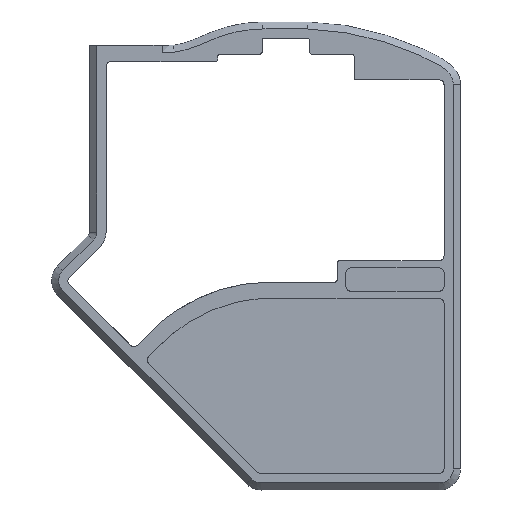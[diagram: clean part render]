
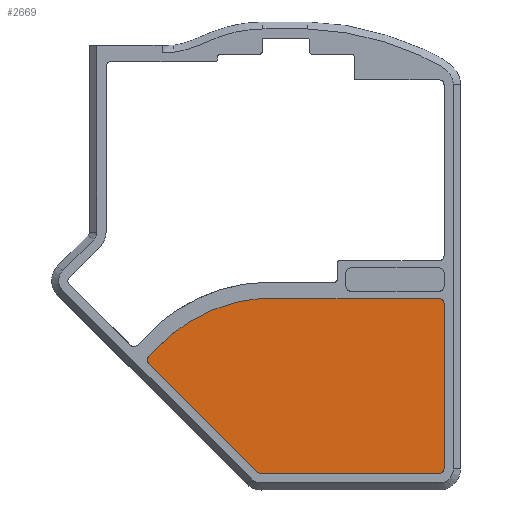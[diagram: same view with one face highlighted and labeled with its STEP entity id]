
A CAD part, top view. The second image highlights one B-rep face of the part: STEP entity #2669.
In plain terms, the highlighted planar face has unit normal (0, 0, 1).
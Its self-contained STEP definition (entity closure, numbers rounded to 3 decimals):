
#66=CIRCLE('',#2834,2.);
#67=CIRCLE('',#2835,2.);
#68=CIRCLE('',#2836,2.);
#69=CIRCLE('',#2837,2.);
#145=LINE('',#3770,#413);
#146=LINE('',#3774,#414);
#147=LINE('',#3778,#415);
#148=LINE('',#3782,#416);
#149=LINE('',#3786,#417);
#413=VECTOR('',#3046,10.);
#414=VECTOR('',#3049,10.);
#415=VECTOR('',#3052,10.);
#416=VECTOR('',#3055,10.);
#417=VECTOR('',#3058,10.);
#681=PLANE('',#2833);
#772=FACE_OUTER_BOUND('',#923,.T.);
#923=EDGE_LOOP('',(#1831,#1832,#1833,#1834,#1835,#1836,#1837,#1838,#1839,
#1840));
#1088=B_SPLINE_CURVE_WITH_KNOTS('',3,(#3787,#3788,#3789,#3790,#3791,#3792,
#3793,#3794,#3795,#3796,#3797,#3798,#3799,#3800,#3801,#3802,#3803,#3804,
#3805),.UNSPECIFIED.,.F.,.F.,(4,3,3,3,3,3,4),(-7.302,-7.147,
-6.735,-5.741,-3.797,-1.28,
0.),.UNSPECIFIED.);
#1151=VERTEX_POINT('',#3768);
#1152=VERTEX_POINT('',#3769);
#1153=VERTEX_POINT('',#3771);
#1154=VERTEX_POINT('',#3773);
#1155=VERTEX_POINT('',#3775);
#1156=VERTEX_POINT('',#3777);
#1157=VERTEX_POINT('',#3779);
#1158=VERTEX_POINT('',#3781);
#1159=VERTEX_POINT('',#3783);
#1160=VERTEX_POINT('',#3785);
#1421=EDGE_CURVE('',#1151,#1152,#145,.T.);
#1422=EDGE_CURVE('',#1153,#1151,#66,.T.);
#1423=EDGE_CURVE('',#1154,#1153,#146,.T.);
#1424=EDGE_CURVE('',#1155,#1154,#67,.T.);
#1425=EDGE_CURVE('',#1156,#1155,#147,.T.);
#1426=EDGE_CURVE('',#1157,#1156,#68,.T.);
#1427=EDGE_CURVE('',#1158,#1157,#148,.T.);
#1428=EDGE_CURVE('',#1159,#1158,#69,.T.);
#1429=EDGE_CURVE('',#1160,#1159,#149,.T.);
#1430=EDGE_CURVE('',#1152,#1160,#1088,.T.);
#1831=ORIENTED_EDGE('',*,*,#1421,.F.);
#1832=ORIENTED_EDGE('',*,*,#1422,.F.);
#1833=ORIENTED_EDGE('',*,*,#1423,.F.);
#1834=ORIENTED_EDGE('',*,*,#1424,.F.);
#1835=ORIENTED_EDGE('',*,*,#1425,.F.);
#1836=ORIENTED_EDGE('',*,*,#1426,.F.);
#1837=ORIENTED_EDGE('',*,*,#1427,.F.);
#1838=ORIENTED_EDGE('',*,*,#1428,.F.);
#1839=ORIENTED_EDGE('',*,*,#1429,.F.);
#1840=ORIENTED_EDGE('',*,*,#1430,.F.);
#2669=ADVANCED_FACE('',(#772),#681,.T.);
#2833=AXIS2_PLACEMENT_3D('',#3767,#3044,#3045);
#2834=AXIS2_PLACEMENT_3D('',#3772,#3047,#3048);
#2835=AXIS2_PLACEMENT_3D('',#3776,#3050,#3051);
#2836=AXIS2_PLACEMENT_3D('',#3780,#3053,#3054);
#2837=AXIS2_PLACEMENT_3D('',#3784,#3056,#3057);
#3044=DIRECTION('center_axis',(0.,0.,1.));
#3045=DIRECTION('ref_axis',(1.,0.,0.));
#3046=DIRECTION('',(0.72,0.694,0.));
#3047=DIRECTION('center_axis',(0.,0.,-1.));
#3048=DIRECTION('ref_axis',(-0.694,0.72,0.));
#3049=DIRECTION('',(-0.708,0.706,0.));
#3050=DIRECTION('center_axis',(0.,0.,-1.));
#3051=DIRECTION('ref_axis',(-0.706,-0.708,0.));
#3052=DIRECTION('',(-1.,0.,0.));
#3053=DIRECTION('center_axis',(0.,0.,-1.));
#3054=DIRECTION('ref_axis',(0.,-1.,0.));
#3055=DIRECTION('',(0.,-1.,0.));
#3056=DIRECTION('center_axis',(0.,0.,-1.));
#3057=DIRECTION('ref_axis',(1.,0.,0.));
#3058=DIRECTION('',(1.,0.,0.));
#3767=CARTESIAN_POINT('Origin',(162.687,-179.411,10.));
#3768=CARTESIAN_POINT('',(99.751,-166.796,10.));
#3769=CARTESIAN_POINT('',(109.266,-157.63,10.));
#3770=CARTESIAN_POINT('',(112.921,-154.109,10.));
#3771=CARTESIAN_POINT('',(99.727,-169.653,10.));
#3772=CARTESIAN_POINT('Origin',(101.139,-168.237,10.));
#3773=CARTESIAN_POINT('',(146.543,-216.324,10.));
#3774=CARTESIAN_POINT('',(141.363,-211.161,10.));
#3775=CARTESIAN_POINT('',(147.955,-216.908,10.));
#3776=CARTESIAN_POINT('Origin',(147.955,-214.908,10.));
#3777=CARTESIAN_POINT('',(224.236,-216.908,10.));
#3778=CARTESIAN_POINT('',(193.461,-216.908,10.));
#3779=CARTESIAN_POINT('',(226.236,-214.908,10.));
#3780=CARTESIAN_POINT('Origin',(224.236,-214.908,10.));
#3781=CARTESIAN_POINT('',(226.236,-143.914,10.));
#3782=CARTESIAN_POINT('',(226.236,-161.663,10.));
#3783=CARTESIAN_POINT('',(224.236,-141.914,10.));
#3784=CARTESIAN_POINT('Origin',(224.236,-143.914,10.));
#3785=CARTESIAN_POINT('',(151.175,-141.914,10.));
#3786=CARTESIAN_POINT('',(156.931,-141.914,10.));
#3787=CARTESIAN_POINT('Ctrl Pts',(109.266,-157.63,10.));
#3788=CARTESIAN_POINT('Ctrl Pts',(109.266,-157.63,10.));
#3789=CARTESIAN_POINT('Ctrl Pts',(109.347,-157.555,10.));
#3790=CARTESIAN_POINT('Ctrl Pts',(109.42,-157.49,10.));
#3791=CARTESIAN_POINT('Ctrl Pts',(109.614,-157.315,10.));
#3792=CARTESIAN_POINT('Ctrl Pts',(109.956,-157.018,10.));
#3793=CARTESIAN_POINT('Ctrl Pts',(110.348,-156.692,10.));
#3794=CARTESIAN_POINT('Ctrl Pts',(111.294,-155.907,10.));
#3795=CARTESIAN_POINT('Ctrl Pts',(112.579,-154.916,10.));
#3796=CARTESIAN_POINT('Ctrl Pts',(114.039,-153.9,10.));
#3797=CARTESIAN_POINT('Ctrl Pts',(116.895,-151.911,10.));
#3798=CARTESIAN_POINT('Ctrl Pts',(120.444,-149.8,10.));
#3799=CARTESIAN_POINT('Ctrl Pts',(124.384,-147.973,10.));
#3800=CARTESIAN_POINT('Ctrl Pts',(129.485,-145.607,10.));
#3801=CARTESIAN_POINT('Ctrl Pts',(135.269,-143.695,10.));
#3802=CARTESIAN_POINT('Ctrl Pts',(141.452,-142.696,10.));
#3803=CARTESIAN_POINT('Ctrl Pts',(144.596,-142.189,10.));
#3804=CARTESIAN_POINT('Ctrl Pts',(147.836,-141.915,10.));
#3805=CARTESIAN_POINT('Ctrl Pts',(151.175,-141.914,10.));
